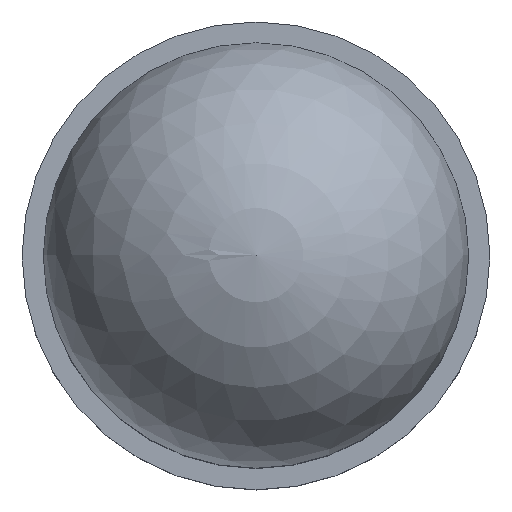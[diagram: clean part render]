
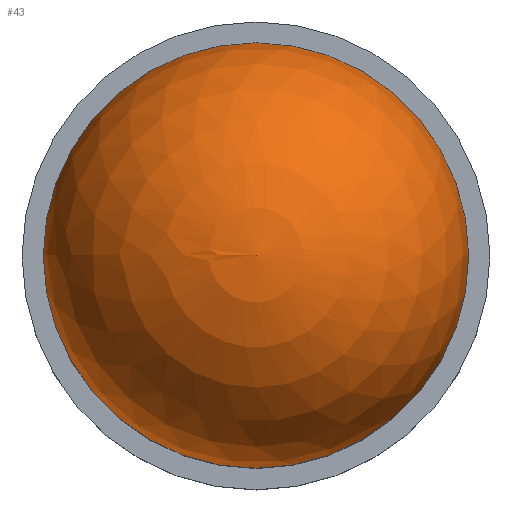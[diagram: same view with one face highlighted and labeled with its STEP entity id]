
A CAD part, top view. The second image highlights one B-rep face of the part: STEP entity #43.
In plain terms, the highlighted spherical face has radius 5 mm.
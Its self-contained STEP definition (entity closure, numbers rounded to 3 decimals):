
#43 = ADVANCED_FACE('',(#44),#65,.T.);
#44 = FACE_BOUND('',#45,.T.);
#45 = EDGE_LOOP('',(#46,#57,#64));
#46 = ORIENTED_EDGE('',*,*,#47,.T.);
#47 = EDGE_CURVE('',#48,#50,#52,.T.);
#48 = VERTEX_POINT('',#49);
#49 = CARTESIAN_POINT('',(1.27,0.,16.5));
#50 = VERTEX_POINT('',#51);
#51 = CARTESIAN_POINT('',(-3.73,0.,11.5));
#52 = CIRCLE('',#53,5.);
#53 = AXIS2_PLACEMENT_3D('',#54,#55,#56);
#54 = CARTESIAN_POINT('',(1.27,0.,11.5));
#55 = DIRECTION('',(0.,-1.,0.));
#56 = DIRECTION('',(1.,0.,0.));
#57 = ORIENTED_EDGE('',*,*,#58,.F.);
#58 = EDGE_CURVE('',#50,#50,#59,.T.);
#59 = CIRCLE('',#60,5.);
#60 = AXIS2_PLACEMENT_3D('',#61,#62,#63);
#61 = CARTESIAN_POINT('',(1.27,0.,11.5));
#62 = DIRECTION('',(-0.,0.,-1.));
#63 = DIRECTION('',(-1.,-0.,0.));
#64 = ORIENTED_EDGE('',*,*,#47,.F.);
#65 = SPHERICAL_SURFACE('',#66,5.);
#66 = AXIS2_PLACEMENT_3D('',#67,#68,#69);
#67 = CARTESIAN_POINT('',(1.27,0.,11.5));
#68 = DIRECTION('',(0.,0.,-1.));
#69 = DIRECTION('',(-1.,0.,-0.));
